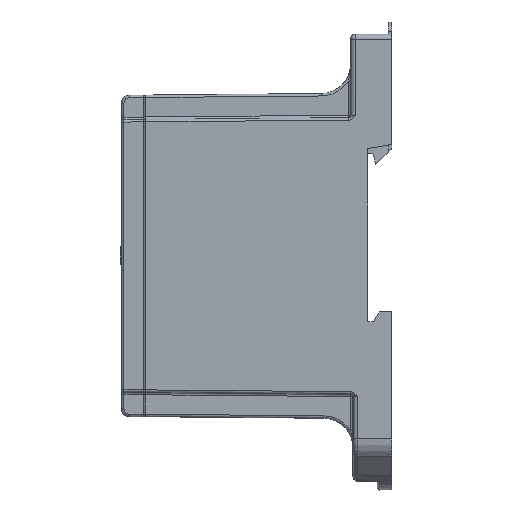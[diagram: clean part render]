
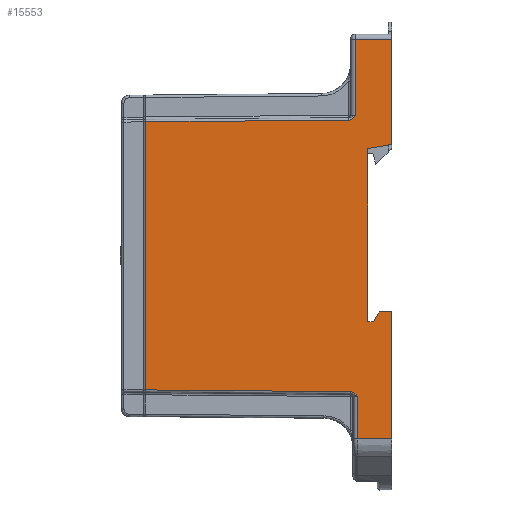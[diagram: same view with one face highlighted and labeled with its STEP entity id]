
A CAD part, left-side view. The second image highlights one B-rep face of the part: STEP entity #15553.
In plain terms, the highlighted planar face has unit normal (-1, 0.009, 0).
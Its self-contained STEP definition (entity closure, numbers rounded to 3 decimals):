
#1528=DIRECTION('',(0.,0.,1.));
#1529=VECTOR('',#1528,55.009);
#1530=CARTESIAN_POINT('',(-12.129,36.504,
-27.504));
#1531=LINE('',#1530,#1529);
#1532=DIRECTION('',(-0.009,-1.,0.009));
#1533=VECTOR('',#1532,41.593);
#1534=CARTESIAN_POINT('',(-12.129,36.504,27.504));
#1535=LINE('',#1534,#1533);
#1536=CARTESIAN_POINT('',(-12.492,-5.086,
27.867));
#1537=CARTESIAN_POINT('',(-12.493,-5.205,
27.868));
#1538=CARTESIAN_POINT('',(-12.495,-5.434,
27.904));
#1539=CARTESIAN_POINT('',(-12.498,-5.79,
28.081));
#1540=CARTESIAN_POINT('',(-12.5,-6.046,
28.303));
#1541=CARTESIAN_POINT('',(-12.502,-6.228,
28.513));
#1542=CARTESIAN_POINT('',(-12.503,-6.372,
28.707));
#1543=CARTESIAN_POINT('',(-12.504,-6.453,
28.825));
#1544=CARTESIAN_POINT('',(-12.504,-6.491,
28.88));
#1546=DIRECTION('',(0.,0.,-1.));
#1547=VECTOR('',#1546,15.62);
#1548=CARTESIAN_POINT('',(-12.504,-6.491,44.5));
#1549=LINE('',#1548,#1547);
#1550=DIRECTION('',(-0.009,-1.,0.));
#1551=VECTOR('',#1550,7.509);
#1552=CARTESIAN_POINT('',(-12.504,-6.491,44.5));
#1553=LINE('',#1552,#1551);
#1554=DIRECTION('',(0.,0.,-1.));
#1555=VECTOR('',#1554,21.618);
#1556=CARTESIAN_POINT('',(-12.57,-14.,44.5));
#1557=LINE('',#1556,#1555);
#1558=DIRECTION('',(-0.009,-0.985,0.174));
#1559=VECTOR('',#1558,5.077);
#1560=CARTESIAN_POINT('',(-12.526,-9.,22.));
#1561=LINE('',#1560,#1559);
#1562=DIRECTION('',(0.,0.,1.));
#1563=VECTOR('',#1562,35.5);
#1564=CARTESIAN_POINT('',(-12.526,-9.,-13.5));
#1565=LINE('',#1564,#1563);
#1566=DIRECTION('',(0.009,1.,0.));
#1567=VECTOR('',#1566,1.2);
#1568=CARTESIAN_POINT('',(-12.537,-10.2,-13.5));
#1569=LINE('',#1568,#1567);
#1570=DIRECTION('',(0.004,0.5,-0.866));
#1571=VECTOR('',#1570,2.309);
#1572=CARTESIAN_POINT('',(-12.547,-11.355,-11.5));
#1573=LINE('',#1572,#1571);
#1574=DIRECTION('',(0.009,1.,0.));
#1575=VECTOR('',#1574,2.645);
#1576=CARTESIAN_POINT('',(-12.57,-14.,-11.5));
#1577=LINE('',#1576,#1575);
#1578=DIRECTION('',(0.,0.,-1.));
#1579=VECTOR('',#1578,26.071);
#1580=CARTESIAN_POINT('',(-12.57,-14.,-11.5));
#1581=LINE('',#1580,#1579);
#1582=DIRECTION('',(0.009,1.,0.));
#1583=VECTOR('',#1582,7.009);
#1584=CARTESIAN_POINT('',(-12.57,-14.,-37.571));
#1585=LINE('',#1584,#1583);
#1586=DIRECTION('',(0.,0.,1.));
#1587=VECTOR('',#1586,8.687);
#1588=CARTESIAN_POINT('',(-12.509,-6.991,
-37.571));
#1589=LINE('',#1588,#1587);
#1590=CARTESIAN_POINT('',(-12.509,-6.991,
-28.884));
#1591=CARTESIAN_POINT('',(-12.508,-6.97,
-28.852));
#1592=CARTESIAN_POINT('',(-12.508,-6.923,
-28.786));
#1593=CARTESIAN_POINT('',(-12.507,-6.845,
-28.675));
#1594=CARTESIAN_POINT('',(-12.507,-6.756,
-28.556));
#1595=CARTESIAN_POINT('',(-12.506,-6.652,
-28.429));
#1596=CARTESIAN_POINT('',(-12.505,-6.526,
-28.294));
#1597=CARTESIAN_POINT('',(-12.503,-6.368,
-28.154));
#1598=CARTESIAN_POINT('',(-12.501,-6.167,
-28.019));
#1599=CARTESIAN_POINT('',(-12.499,-5.907,
-27.908));
#1600=CARTESIAN_POINT('',(-12.497,-5.699,
-27.873));
#1601=CARTESIAN_POINT('',(-12.496,-5.586,
-27.872));
#1603=DIRECTION('',(0.009,1.,0.009));
#1604=VECTOR('',#1603,42.093);
#1605=CARTESIAN_POINT('',(-12.496,-5.586,
-27.872));
#1606=LINE('',#1605,#1604);
#3333=CARTESIAN_POINT('',(-12.509,-6.991,
-28.884));
#3403=CARTESIAN_POINT('',(-12.57,-14.,44.5));
#11543=CARTESIAN_POINT('',(-12.526,-9.,-13.5));
#11544=CARTESIAN_POINT('',(-12.526,-9.,22.));
#11545=VERTEX_POINT('',#11543);
#11546=VERTEX_POINT('',#11544);
#11547=CARTESIAN_POINT('',(-12.57,-14.,22.882));
#11548=VERTEX_POINT('',#11547);
#11567=CARTESIAN_POINT('',(-12.57,-14.,-11.5));
#11568=CARTESIAN_POINT('',(-12.57,-14.,-37.571));
#11569=VERTEX_POINT('',#11567);
#11570=VERTEX_POINT('',#11568);
#11571=CARTESIAN_POINT('',(-12.547,-11.355,-11.5));
#11572=VERTEX_POINT('',#11571);
#11573=CARTESIAN_POINT('',(-12.537,-10.2,-13.5));
#11574=VERTEX_POINT('',#11573);
#12056=CARTESIAN_POINT('',(-12.509,-6.991,
-37.571));
#12058=VERTEX_POINT('',#12056);
#12072=VERTEX_POINT('',#3403);
#12073=CARTESIAN_POINT('',(-12.504,-6.491,44.5));
#12074=VERTEX_POINT('',#12073);
#12176=VERTEX_POINT('',#3333);
#12178=VERTEX_POINT('',#1601);
#12181=CARTESIAN_POINT('',(-12.504,-6.491,
28.88));
#12182=VERTEX_POINT('',#12181);
#12187=VERTEX_POINT('',#1536);
#12606=CARTESIAN_POINT('',(-12.129,36.504,
-27.504));
#12607=VERTEX_POINT('',#12606);
#12610=CARTESIAN_POINT('',(-12.129,36.504,
27.504));
#12611=VERTEX_POINT('',#12610);
#15515=CARTESIAN_POINT('',(-12.5,-6.,-38.884));
#15516=DIRECTION('',(-1.,0.009,0.));
#15517=DIRECTION('',(0.,0.,1.));
#15518=AXIS2_PLACEMENT_3D('',#15515,#15516,#15517);
#15519=PLANE('',#15518);
#15521=ORIENTED_EDGE('',*,*,#15520,.T.);
#15523=ORIENTED_EDGE('',*,*,#15522,.T.);
#15525=ORIENTED_EDGE('',*,*,#15524,.T.);
#15527=ORIENTED_EDGE('',*,*,#15526,.F.);
#15529=ORIENTED_EDGE('',*,*,#15528,.T.);
#15531=ORIENTED_EDGE('',*,*,#15530,.T.);
#15533=ORIENTED_EDGE('',*,*,#15532,.F.);
#15535=ORIENTED_EDGE('',*,*,#15534,.F.);
#15537=ORIENTED_EDGE('',*,*,#15536,.F.);
#15539=ORIENTED_EDGE('',*,*,#15538,.F.);
#15541=ORIENTED_EDGE('',*,*,#15540,.F.);
#15543=ORIENTED_EDGE('',*,*,#15542,.T.);
#15545=ORIENTED_EDGE('',*,*,#15544,.T.);
#15547=ORIENTED_EDGE('',*,*,#15546,.T.);
#15549=ORIENTED_EDGE('',*,*,#15548,.T.);
#15550=ORIENTED_EDGE('',*,*,#15506,.T.);
#15551=EDGE_LOOP('',(#15521,#15523,#15525,#15527,#15529,#15531,#15533,#15535,
#15537,#15539,#15541,#15543,#15545,#15547,#15549,#15550));
#15552=FACE_OUTER_BOUND('',#15551,.F.);
#15553=ADVANCED_FACE('',(#15552),#15519,.T.);
#1545=B_SPLINE_CURVE_WITH_KNOTS('',3,(#1536,#1537,#1538,#1539,#1540,#1541,#1542,
#1543,#1544),.UNSPECIFIED.,.F.,.F.,(4,1,1,1,1,1,4),(0.,0.167,
0.333,0.5,0.667,0.833,1.),
.UNSPECIFIED.);
#1602=B_SPLINE_CURVE_WITH_KNOTS('',3,(#1590,#1591,#1592,#1593,#1594,#1595,#1596,
#1597,#1598,#1599,#1600,#1601),.UNSPECIFIED.,.F.,.F.,(4,1,1,1,1,1,1,1,1,4),
(0.,0.111,0.222,0.333,0.444,
0.556,0.667,0.778,0.889,1.),
.UNSPECIFIED.);
#15506=EDGE_CURVE('',#12178,#12607,#1606,.T.);
#15520=EDGE_CURVE('',#12607,#12611,#1531,.T.);
#15522=EDGE_CURVE('',#12611,#12187,#1535,.T.);
#15524=EDGE_CURVE('',#12187,#12182,#1545,.T.);
#15526=EDGE_CURVE('',#12074,#12182,#1549,.T.);
#15528=EDGE_CURVE('',#12074,#12072,#1553,.T.);
#15530=EDGE_CURVE('',#12072,#11548,#1557,.T.);
#15532=EDGE_CURVE('',#11546,#11548,#1561,.T.);
#15534=EDGE_CURVE('',#11545,#11546,#1565,.T.);
#15536=EDGE_CURVE('',#11574,#11545,#1569,.T.);
#15538=EDGE_CURVE('',#11572,#11574,#1573,.T.);
#15540=EDGE_CURVE('',#11569,#11572,#1577,.T.);
#15542=EDGE_CURVE('',#11569,#11570,#1581,.T.);
#15544=EDGE_CURVE('',#11570,#12058,#1585,.T.);
#15546=EDGE_CURVE('',#12058,#12176,#1589,.T.);
#15548=EDGE_CURVE('',#12176,#12178,#1602,.T.);
